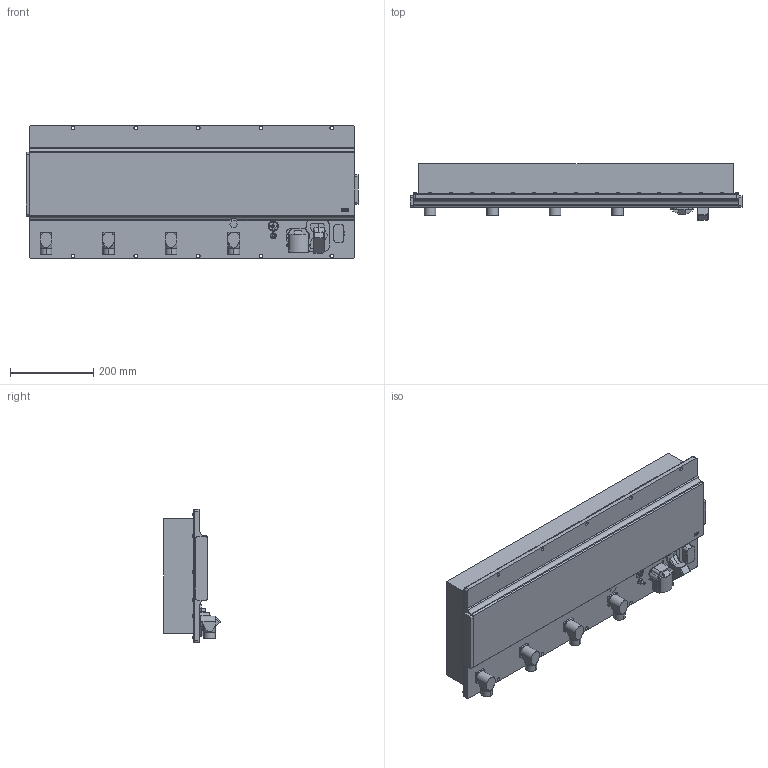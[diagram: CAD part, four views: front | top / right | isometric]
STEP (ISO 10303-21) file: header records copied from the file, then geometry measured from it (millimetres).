
FILE_DESCRIPTION (( 'STEP AP214' ), '1' );
FILE_NAME ('00T6A0D-0015.STEP', '2022-10-20T11:51:23', ( '' ), ( '' ), 'SwSTEP 2.0', 'SolidWorks 2022', '' );
FILE_SCHEMA (( 'AUTOMOTIVE_DESIGN' ));
Length unit declared in the file: millimetre
Products named in the file (10): 10044121_000; Kundenmodell^10043672_000; 10044488_000; 10043672_000; Kundenmodell^10043652_000; 10043652_000; 00T6A0D-0015; Kundenmodell^10044121_000; 10014325_000; Kundenmodelle^10044488_000
Assembly tree (12 placements, depth 3):
  00T6A0D-0015
    10044488_000
      Kundenmodelle^10044488_000
    10043652_000
      Kundenmodell^10043652_000
    10044121_000
      Kundenmodell^10044121_000
    10043672_000  x4
      Kundenmodell^10043672_000
    10014325_000
Bounding box: 796 x 135.22 x 320 mm (x, y, z)
Volume: 21394116.6 mm3; surface area: 1277189.1 mm2
Topology: 14 solids, 17 shells, 764 faces, 1958 edges, 1289 vertices
Faces by surface type: plane 321, cylinder 274, bspline 72, cone 69, torus 28
Entity records: 24070 total; most frequent: CARTESIAN_POINT 8249, ORIENTED_EDGE 3256, DIRECTION 3054, EDGE_CURVE 1628, AXIS2_PLACEMENT_3D 1124, VERTEX_POINT 1070, VECTOR 806, LINE 806
